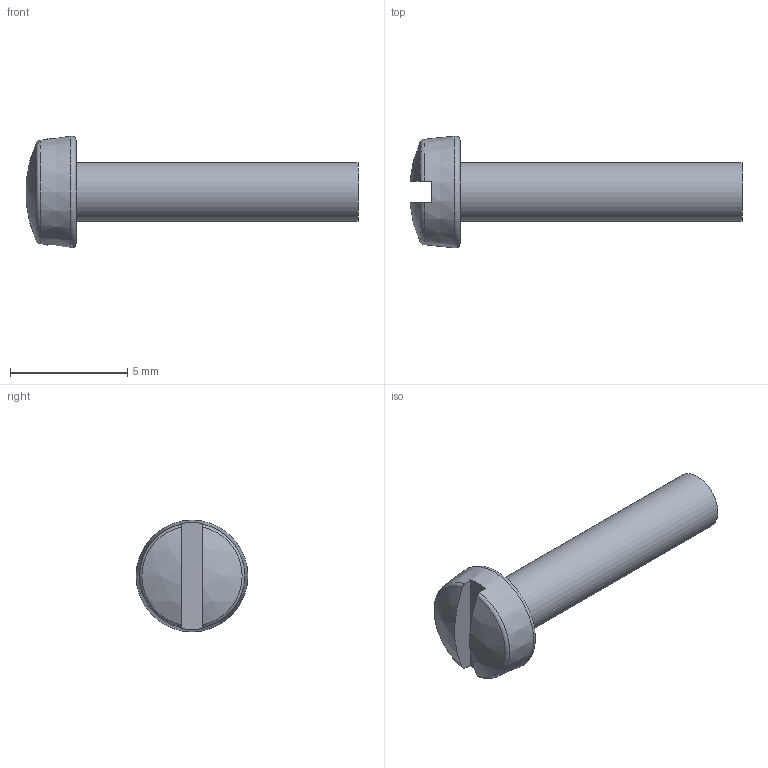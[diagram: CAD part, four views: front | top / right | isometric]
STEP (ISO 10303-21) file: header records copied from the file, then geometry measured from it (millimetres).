
FILE_DESCRIPTION(/* description */ (''),/* implementation_level */ '2;1');
FILE_NAME(/* name */ '86000100_BFS_M_1000.stp',/* time_stamp */ '2014-12-05T10:57:30+01:00',/* author */ ('Watermann'),/* organization */ ('Fa. Bopla'),/* preprocessor_version */ 'ST-DEVELOPER v15.6',/* originating_system */ 'Autodesk Inventor 2015',/* authorisation */ '');
FILE_SCHEMA (('AUTOMOTIVE_DESIGN { 1 0 10303 214 3 1 1 }'));
Length unit declared in the file: millimetre
Products named in the file (1): SHR_Z_M2_5x12_3Dsym
Bounding box: 14.13 x 4.76 x 4.76 mm (x, y, z)
Volume: 87.5 mm3; surface area: 157.1 mm2
Topology: 1 solids, 1 shells, 12 faces, 26 edges, 17 vertices
Faces by surface type: plane 5, torus 3, sphere 2, cone 1, cylinder 1
Full cylindrical faces by diameter (mm): 2.5 x1
Entity records: 354 total; most frequent: CARTESIAN_POINT 79, DIRECTION 56, ORIENTED_EDGE 44, AXIS2_PLACEMENT_3D 25, EDGE_CURVE 22, EDGE_LOOP 16, VERTEX_POINT 16, FACE_OUTER_BOUND 12
